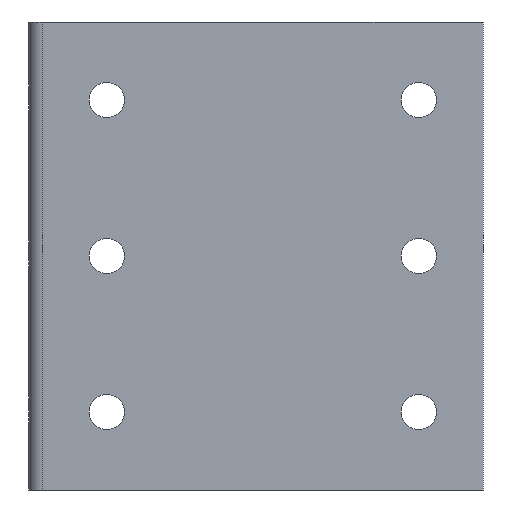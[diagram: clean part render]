
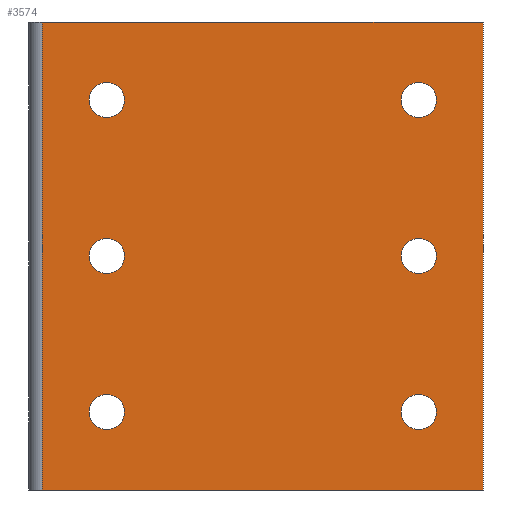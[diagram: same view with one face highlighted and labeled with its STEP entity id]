
A CAD part, front view. The second image highlights one B-rep face of the part: STEP entity #3574.
In plain terms, the highlighted planar face has unit normal (0, -1, 0).
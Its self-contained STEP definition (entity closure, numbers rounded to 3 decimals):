
#84=CARTESIAN_POINT('',(95.5,0.0,40.0));
#85=VERTEX_POINT('',#84);
#86=CARTESIAN_POINT('',(100.,0.0,40.0));
#87=DIRECTION('',(0.0,1.0,0.0));
#88=DIRECTION('',(1.0,0.0,0.0));
#89=AXIS2_PLACEMENT_3D('',#86,#87,#88);
#90=CIRCLE('',#89,4.5);
#91=EDGE_CURVE('',#85,#85,#90,.T.);
#112=CARTESIAN_POINT('',(95.5,0.0,0.0));
#113=VERTEX_POINT('',#112);
#114=CARTESIAN_POINT('',(100.,0.0,0.0));
#115=DIRECTION('',(0.0,1.0,0.0));
#116=DIRECTION('',(1.0,0.0,0.0));
#117=AXIS2_PLACEMENT_3D('',#114,#115,#116);
#118=CIRCLE('',#117,4.5);
#119=EDGE_CURVE('',#113,#113,#118,.T.);
#222=CARTESIAN_POINT('',(15.5,0.0,0.0));
#223=VERTEX_POINT('',#222);
#224=CARTESIAN_POINT('',(20.,0.0,0.0));
#225=DIRECTION('',(0.0,1.0,0.0));
#226=DIRECTION('',(1.0,0.0,0.0));
#227=AXIS2_PLACEMENT_3D('',#224,#225,#226);
#228=CIRCLE('',#227,4.5);
#229=EDGE_CURVE('',#223,#223,#228,.T.);
#430=CARTESIAN_POINT('',(15.5,0.0,40.0));
#431=VERTEX_POINT('',#430);
#432=CARTESIAN_POINT('',(20.,0.0,40.0));
#433=DIRECTION('',(0.0,1.0,0.0));
#434=DIRECTION('',(1.0,0.0,0.0));
#435=AXIS2_PLACEMENT_3D('',#432,#433,#434);
#436=CIRCLE('',#435,4.5);
#437=EDGE_CURVE('',#431,#431,#436,.T.);
#2269=CARTESIAN_POINT('',(95.5,0.0,-40.0));
#2270=VERTEX_POINT('',#2269);
#2271=CARTESIAN_POINT('',(100.,0.0,-40.0));
#2272=DIRECTION('',(0.0,1.0,0.0));
#2273=DIRECTION('',(1.0,0.0,0.0));
#2274=AXIS2_PLACEMENT_3D('',#2271,#2272,#2273);
#2275=CIRCLE('',#2274,4.5);
#2276=EDGE_CURVE('',#2270,#2270,#2275,.T.);
#2395=CARTESIAN_POINT('',(15.5,0.0,-40.0));
#2396=VERTEX_POINT('',#2395);
#2397=CARTESIAN_POINT('',(20.,0.0,-40.0));
#2398=DIRECTION('',(0.0,1.0,0.0));
#2399=DIRECTION('',(1.0,0.0,0.0));
#2400=AXIS2_PLACEMENT_3D('',#2397,#2398,#2399);
#2401=CIRCLE('',#2400,4.5);
#2402=EDGE_CURVE('',#2396,#2396,#2401,.T.);
#3320=CARTESIAN_POINT('',(116.5,0.0,-60.0));
#3321=VERTEX_POINT('',#3320);
#3328=CARTESIAN_POINT('',(3.5,0.0,-60.0));
#3329=VERTEX_POINT('',#3328);
#3330=CARTESIAN_POINT('',(3.5,0.0,-60.0));
#3331=DIRECTION('',(1.0,0.0,0.0));
#3332=VECTOR('',#3331,113.0);
#3333=LINE('',#3330,#3332);
#3334=EDGE_CURVE('',#3329,#3321,#3333,.T.);
#3514=CARTESIAN_POINT('',(116.5,0.0,60.0));
#3515=VERTEX_POINT('',#3514);
#3522=CARTESIAN_POINT('',(116.5,0.0,-60.0));
#3523=DIRECTION('',(0.0,0.0,1.0));
#3524=VECTOR('',#3523,120.0);
#3525=LINE('',#3522,#3524);
#3526=EDGE_CURVE('',#3321,#3515,#3525,.T.);
#3533=CARTESIAN_POINT('',(116.5,0.0,0.0));
#3534=DIRECTION('',(0.0,-1.0,0.0));
#3535=DIRECTION('',(0.0,0.0,-1.0));
#3536=AXIS2_PLACEMENT_3D('',#3533,#3534,#3535);
#3537=PLANE('',#3536);
#3538=CARTESIAN_POINT('',(3.5,0.0,60.0));
#3539=VERTEX_POINT('',#3538);
#3540=CARTESIAN_POINT('',(116.5,0.0,60.0));
#3541=DIRECTION('',(-1.0,0.0,0.0));
#3542=VECTOR('',#3541,113.0);
#3543=LINE('',#3540,#3542);
#3544=EDGE_CURVE('',#3515,#3539,#3543,.T.);
#3545=ORIENTED_EDGE('',*,*,#3544,.T.);
#3546=CARTESIAN_POINT('',(3.5,0.0,-60.0));
#3547=DIRECTION('',(0.0,0.0,1.0));
#3548=VECTOR('',#3547,120.0);
#3549=LINE('',#3546,#3548);
#3550=EDGE_CURVE('',#3329,#3539,#3549,.T.);
#3551=ORIENTED_EDGE('',*,*,#3550,.F.);
#3552=ORIENTED_EDGE('',*,*,#3334,.T.);
#3553=ORIENTED_EDGE('',*,*,#3526,.T.);
#3554=EDGE_LOOP('',(#3545,#3551,#3552,#3553));
#3555=FACE_OUTER_BOUND('',#3554,.T.);
#3556=ORIENTED_EDGE('',*,*,#91,.T.);
#3557=EDGE_LOOP('',(#3556));
#3558=FACE_BOUND('',#3557,.T.);
#3559=ORIENTED_EDGE('',*,*,#119,.T.);
#3560=EDGE_LOOP('',(#3559));
#3561=FACE_BOUND('',#3560,.T.);
#3562=ORIENTED_EDGE('',*,*,#229,.T.);
#3563=EDGE_LOOP('',(#3562));
#3564=FACE_BOUND('',#3563,.T.);
#3565=ORIENTED_EDGE('',*,*,#437,.T.);
#3566=EDGE_LOOP('',(#3565));
#3567=FACE_BOUND('',#3566,.T.);
#3568=ORIENTED_EDGE('',*,*,#2276,.T.);
#3569=EDGE_LOOP('',(#3568));
#3570=FACE_BOUND('',#3569,.T.);
#3571=ORIENTED_EDGE('',*,*,#2402,.T.);
#3572=EDGE_LOOP('',(#3571));
#3573=FACE_BOUND('',#3572,.T.);
#3574=ADVANCED_FACE('',(#3555,#3558,#3561,#3564,#3567,#3570,#3573),#3537,.T.);
